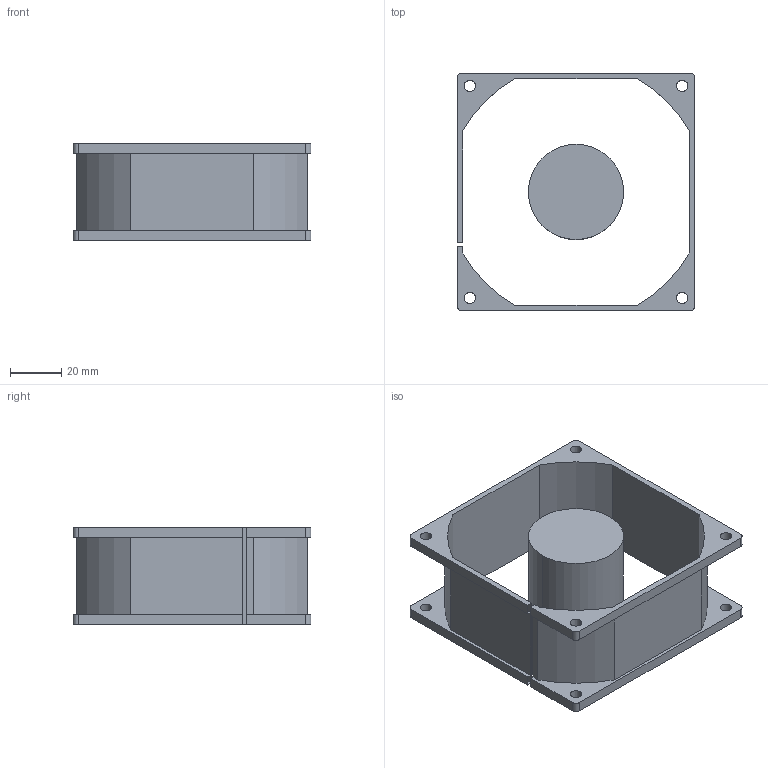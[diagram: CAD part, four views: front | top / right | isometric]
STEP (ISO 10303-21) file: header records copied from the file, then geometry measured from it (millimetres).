
FILE_DESCRIPTION (( 'STEP AP214' ), '1' );
FILE_NAME ('GS4-FAN-CM.STEP', '2017-05-24T19:59:29', ( '' ), ( '' ), 'SwSTEP 2.0', 'SolidWorks 2015', '' );
FILE_SCHEMA (( 'AUTOMOTIVE_DESIGN' ));
Length unit declared in the file: millimetre
Products named in the file (1): GS4-FAN-CM
Bounding box: 92.5 x 92.5 x 38 mm (x, y, z)
Surface area: 35839.2 mm2 (no closed solid volume)
Topology: 0 solids, 2 shells, 60 faces, 174 edges, 116 vertices
Faces by surface type: cylinder 34, plane 26
Entity records: 2057 total; most frequent: DIRECTION 364, CARTESIAN_POINT 351, ORIENTED_EDGE 332, EDGE_CURVE 174, AXIS2_PLACEMENT_3D 129, VERTEX_POINT 116, VECTOR 106, LINE 106
